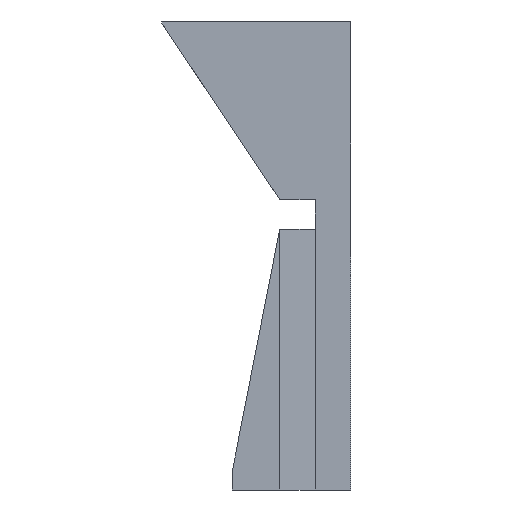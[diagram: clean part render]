
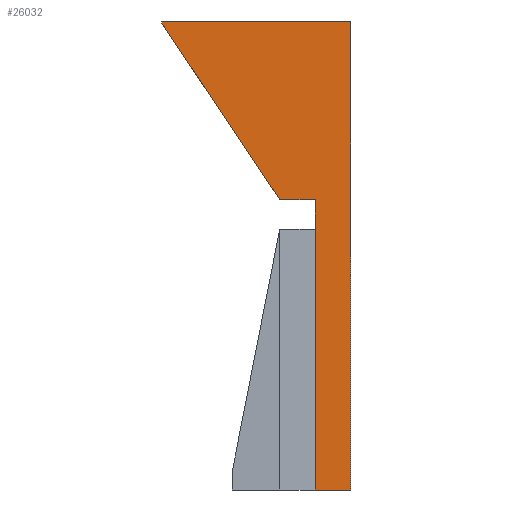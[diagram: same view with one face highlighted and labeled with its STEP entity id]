
A CAD part, left-side view. The second image highlights one B-rep face of the part: STEP entity #26032.
In plain terms, the highlighted planar face has unit normal (-1, 0, 0).
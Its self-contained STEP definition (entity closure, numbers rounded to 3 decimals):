
#234 = EDGE_CURVE ( 'NONE', #26268, #13263, #7021, .T. ) ;
#308 = ORIENTED_EDGE ( 'NONE', *, *, #234, .F. ) ;
#475 = LINE ( 'NONE', #5343, #17129 ) ;
#2118 = VECTOR ( 'NONE', #4415, 1000. ) ;
#2538 = EDGE_CURVE ( 'NONE', #34367, #31005, #17131, .T. ) ;
#2836 = CARTESIAN_POINT ( 'NONE',  ( 0., 6., -15. ) ) ;
#3245 = CARTESIAN_POINT ( 'NONE',  ( 0., 6., -39.5 ) ) ;
#3498 = DIRECTION ( 'NONE',  ( 1., 0., 0. ) ) ;
#4018 = PLANE ( 'NONE',  #20520 ) ;
#4085 = CARTESIAN_POINT ( 'NONE',  ( 0., 6., 0. ) ) ;
#4395 = ORIENTED_EDGE ( 'NONE', *, *, #15156, .T. ) ;
#4415 = DIRECTION ( 'NONE',  ( 0., -1., 0. ) ) ;
#4912 = CARTESIAN_POINT ( 'NONE',  ( 0., 3., -15. ) ) ;
#4994 = VERTEX_POINT ( 'NONE', #27998 ) ;
#5343 = CARTESIAN_POINT ( 'NONE',  ( 0., 6., -15. ) ) ;
#6107 = ORIENTED_EDGE ( 'NONE', *, *, #8966, .T. ) ;
#6350 = VERTEX_POINT ( 'NONE', #31179 ) ;
#6401 = CARTESIAN_POINT ( 'NONE',  ( 0., 0., 0. ) ) ;
#7021 = LINE ( 'NONE', #4085, #2118 ) ;
#7035 = ORIENTED_EDGE ( 'NONE', *, *, #16715, .F. ) ;
#7039 = CARTESIAN_POINT ( 'NONE',  ( 0., 3., -17.5 ) ) ;
#7372 = DIRECTION ( 'NONE',  ( 0., 0., 1. ) ) ;
#8137 = VERTEX_POINT ( 'NONE', #2836 ) ;
#8427 = ORIENTED_EDGE ( 'NONE', *, *, #2538, .F. ) ;
#8803 = VECTOR ( 'NONE', #17917, 1000. ) ;
#8966 = EDGE_CURVE ( 'NONE', #4994, #6350, #11236, .T. ) ;
#9221 = DIRECTION ( 'NONE',  ( 0., 0., -1. ) ) ;
#9300 = VECTOR ( 'NONE', #7372, 1000. ) ;
#9764 = CARTESIAN_POINT ( 'NONE',  ( 0., 3., -15. ) ) ;
#10229 = EDGE_CURVE ( 'NONE', #26268, #8137, #475, .T. ) ;
#11236 = LINE ( 'NONE', #3245, #11815 ) ;
#11482 = CARTESIAN_POINT ( 'NONE',  ( 0., 3., -17.5 ) ) ;
#11815 = VECTOR ( 'NONE', #13499, 1000. ) ;
#12243 = VECTOR ( 'NONE', #17616, 1000. ) ;
#12696 = LINE ( 'NONE', #9764, #8803 ) ;
#12896 = CARTESIAN_POINT ( 'NONE',  ( 0., 0., 0. ) ) ;
#13263 = VERTEX_POINT ( 'NONE', #6401 ) ;
#13499 = DIRECTION ( 'NONE',  ( 0., -1., 0. ) ) ;
#14068 = EDGE_LOOP ( 'NONE', ( #4395, #308, #22720, #7035, #8427, #21801, #6107 ) ) ;
#15156 = EDGE_CURVE ( 'NONE', #6350, #13263, #23320, .T. ) ;
#15197 = LINE ( 'NONE', #7039, #12243 ) ;
#16070 = VECTOR ( 'NONE', #25290, 1000. ) ;
#16715 = EDGE_CURVE ( 'NONE', #31005, #8137, #12696, .T. ) ;
#17129 = VECTOR ( 'NONE', #18883, 1000. ) ;
#17131 = LINE ( 'NONE', #33098, #16070 ) ;
#17616 = DIRECTION ( 'NONE',  ( 0., 0., -1. ) ) ;
#17917 = DIRECTION ( 'NONE',  ( 0., 1., 0. ) ) ;
#18883 = DIRECTION ( 'NONE',  ( 0., -0.555, -0.832 ) ) ;
#20520 = AXIS2_PLACEMENT_3D ( 'NONE', #24497, #3498, #9221 ) ;
#21801 = ORIENTED_EDGE ( 'NONE', *, *, #28482, .T. ) ;
#22720 = ORIENTED_EDGE ( 'NONE', *, *, #10229, .T. ) ;
#23320 = LINE ( 'NONE', #12896, #9300 ) ;
#24497 = CARTESIAN_POINT ( 'NONE',  ( 0., 6., 0. ) ) ;
#25290 = DIRECTION ( 'NONE',  ( 0., 0., 1. ) ) ;
#26032 = ADVANCED_FACE ( 'NONE', ( #32635 ), #4018, .F. ) ;
#26268 = VERTEX_POINT ( 'NONE', #30730 ) ;
#27998 = CARTESIAN_POINT ( 'NONE',  ( 0., 3., -39.5 ) ) ;
#28482 = EDGE_CURVE ( 'NONE', #34367, #4994, #15197, .T. ) ;
#30730 = CARTESIAN_POINT ( 'NONE',  ( 0., 16., 0. ) ) ;
#31005 = VERTEX_POINT ( 'NONE', #4912 ) ;
#31179 = CARTESIAN_POINT ( 'NONE',  ( 0., 0., -39.5 ) ) ;
#32635 = FACE_OUTER_BOUND ( 'NONE', #14068, .T. ) ;
#33098 = CARTESIAN_POINT ( 'NONE',  ( 0., 3., -17.5 ) ) ;
#34367 = VERTEX_POINT ( 'NONE', #11482 ) ;
